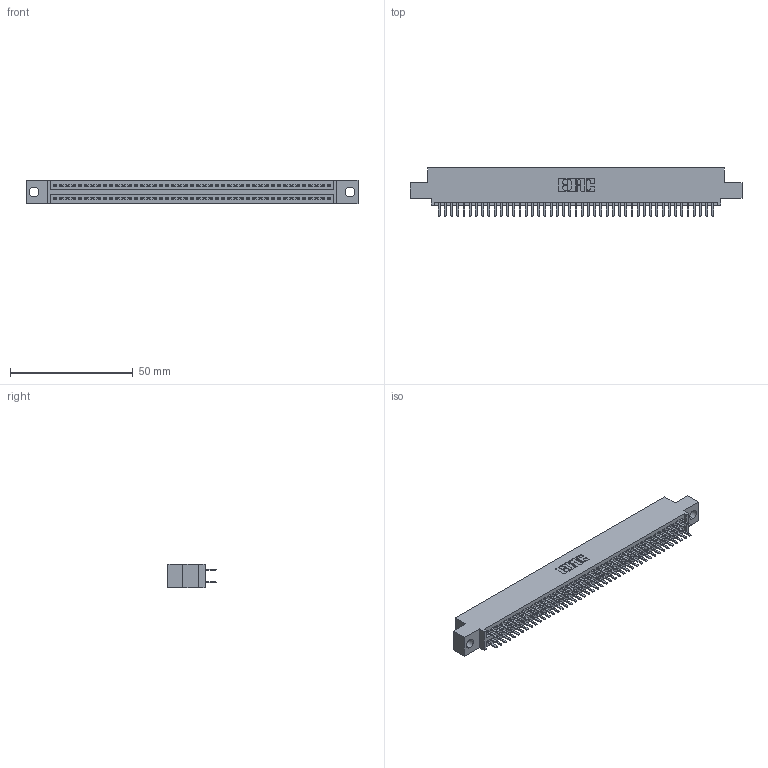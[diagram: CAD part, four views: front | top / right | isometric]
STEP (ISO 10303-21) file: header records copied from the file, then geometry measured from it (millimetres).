
FILE_DESCRIPTION (( 'STEP AP203' ), '1' );
FILE_NAME ('395-090-520-504.STEP', '2021-06-17T09:54:24', ( '' ), ( '' ), 'SwSTEP 2.0', 'SolidWorks 2020', '' );
FILE_SCHEMA (( 'CONFIG_CONTROL_DESIGN' ));
Length unit declared in the file: inch
Products named in the file (3): 345 Part_0.110 Offset - 0.156 Dia-TI; 395-090-520-504; 345-292-001_345-293-120
Assembly tree (91 placements, depth 2):
  395-090-520-504
    345 Part_0.110 Offset - 0.156 Dia-TI
    345-292-001_345-293-120  x90
Bounding box: 135.51 x 19.68 x 9.4 mm (x, y, z)
Volume: 12972.4 mm3; surface area: 19093.8 mm2
Topology: 91 solids, 91 shells, 5004 faces, 14519 edges, 9438 vertices
Faces by surface type: plane 3248, cylinder 1756
Entity records: 35569 total; most frequent: CARTESIAN_POINT 5978, ORIENTED_EDGE 5898, DIRECTION 5253, EDGE_CURVE 2949, LINE 2633, VECTOR 2633, VERTEX_POINT 1962, AXIS2_PLACEMENT_3D 1310
